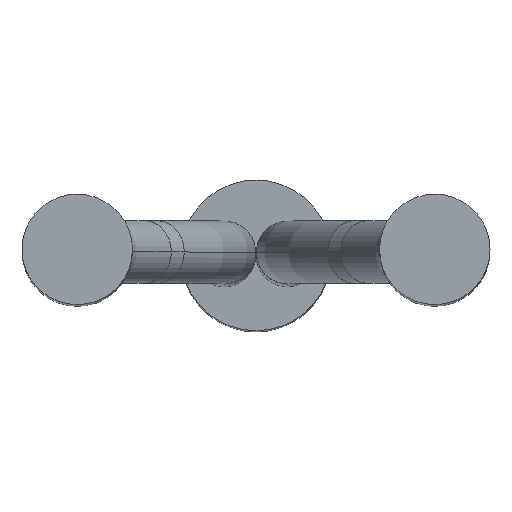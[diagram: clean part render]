
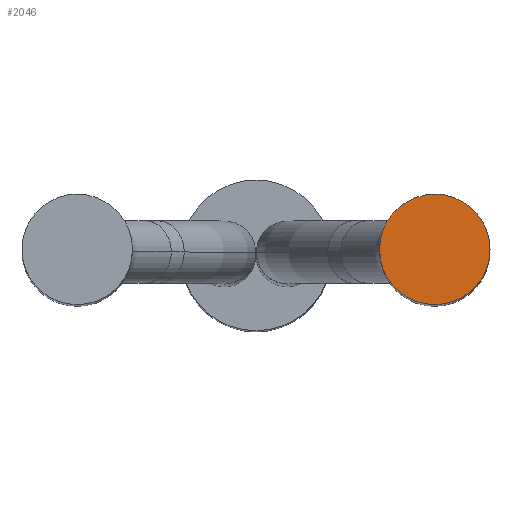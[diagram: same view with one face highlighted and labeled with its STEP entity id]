
A CAD part, top view. The second image highlights one B-rep face of the part: STEP entity #2046.
In plain terms, the highlighted planar face has unit normal (0, 0, 1).
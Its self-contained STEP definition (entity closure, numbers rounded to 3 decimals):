
#632=CARTESIAN_POINT('',(3.686,0.308,116.955));
#633=DIRECTION('',(0.,0.,-1.));
#634=DIRECTION('',(0.,1.,0.));
#635=AXIS2_PLACEMENT_3D('',#632,#633,#634);
#637=CARTESIAN_POINT('',(3.686,0.308,116.955));
#638=DIRECTION('',(0.,0.,-1.));
#639=DIRECTION('',(0.,-1.,0.));
#640=AXIS2_PLACEMENT_3D('',#637,#638,#639);
#918=CARTESIAN_POINT('',(3.686,-0.792,116.955));
#919=VERTEX_POINT('',#918);
#920=CARTESIAN_POINT('',(3.686,1.408,116.955));
#921=VERTEX_POINT('',#920);
#2037=CARTESIAN_POINT('',(0.125,0.307,
116.955));
#2038=DIRECTION('',(0.,0.,-1.));
#2039=DIRECTION('',(0.,1.,0.));
#2040=AXIS2_PLACEMENT_3D('',#2037,#2038,#2039);
#2041=PLANE('',#2040);
#2042=ORIENTED_EDGE('',*,*,#2003,.T.);
#2043=ORIENTED_EDGE('',*,*,#2024,.T.);
#2044=EDGE_LOOP('',(#2042,#2043));
#2045=FACE_OUTER_BOUND('',#2044,.F.);
#2046=ADVANCED_FACE('',(#2045),#2041,.F.);
#636=CIRCLE('',#635,1.1);
#641=CIRCLE('',#640,1.1);
#2003=EDGE_CURVE('',#921,#919,#636,.T.);
#2024=EDGE_CURVE('',#919,#921,#641,.T.);
